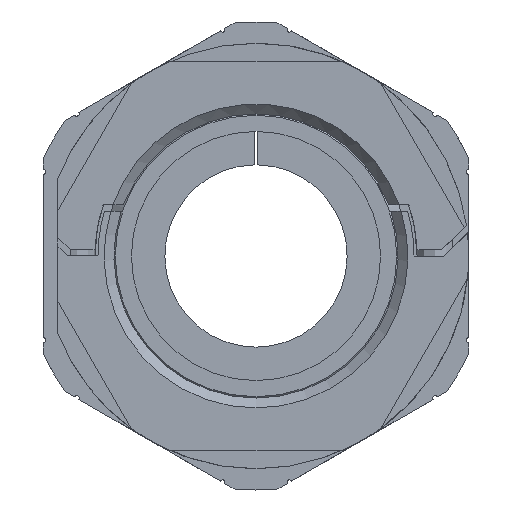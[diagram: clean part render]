
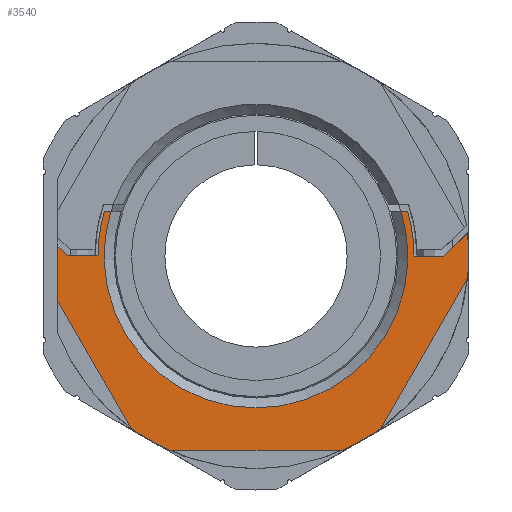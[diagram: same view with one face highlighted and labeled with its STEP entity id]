
A CAD part, front view. The second image highlights one B-rep face of the part: STEP entity #3540.
In plain terms, the highlighted face is planar.
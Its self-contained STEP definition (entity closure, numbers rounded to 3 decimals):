
#420 = CARTESIAN_POINT ( 'NONE',  ( 7.089, 9., -16. ) ) ;
#489 = VECTOR ( 'NONE', #19251, 1000. ) ;
#501 = AXIS2_PLACEMENT_3D ( 'NONE', #18489, #8436, #20173 ) ;
#572 = CARTESIAN_POINT ( 'NONE',  ( 13.856, 9., -8. ) ) ;
#581 = EDGE_CURVE ( 'NONE', #18149, #2921, #5357, .T. ) ;
#714 = CIRCLE ( 'NONE', #4052, 12.5 ) ;
#870 = VERTEX_POINT ( 'NONE', #16444 ) ;
#1104 = VECTOR ( 'NONE', #14584, 1000. ) ;
#1220 = CARTESIAN_POINT ( 'NONE',  ( 15.25, 9., 0. ) ) ;
#1466 = DIRECTION ( 'NONE',  ( -0.707, 0., 0.707 ) ) ;
#1704 = LINE ( 'NONE', #2574, #19043 ) ;
#1729 = DIRECTION ( 'NONE',  ( -1., 0., 0. ) ) ;
#2113 = CIRCLE ( 'NONE', #501, 17.5 ) ;
#2128 = CARTESIAN_POINT ( 'NONE',  ( 12.462, 9., 3.7 ) ) ;
#2348 = ORIENTED_EDGE ( 'NONE', *, *, #16135, .T. ) ;
#2574 = CARTESIAN_POINT ( 'NONE',  ( -13.856, 9., -8. ) ) ;
#2654 = CARTESIAN_POINT ( 'NONE',  ( 0., 9., 0. ) ) ;
#2729 = CARTESIAN_POINT ( 'NONE',  ( 0., 9., -16. ) ) ;
#2756 = CARTESIAN_POINT ( 'NONE',  ( -11.94, 9., 3.7 ) ) ;
#2871 = CARTESIAN_POINT ( 'NONE',  ( 0., 9., 0. ) ) ;
#2904 = CARTESIAN_POINT ( 'NONE',  ( -13., 9., 0. ) ) ;
#2919 = CIRCLE ( 'NONE', #17220, 17.5 ) ;
#2921 = VERTEX_POINT ( 'NONE', #420 ) ;
#2935 = DIRECTION ( 'NONE',  ( -1., 0., 0. ) ) ;
#3378 = ORIENTED_EDGE ( 'NONE', *, *, #19001, .T. ) ;
#3456 = ORIENTED_EDGE ( 'NONE', *, *, #10451, .T. ) ;
#3489 = CIRCLE ( 'NONE', #19066, 13. ) ;
#3540 = ADVANCED_FACE ( 'NONE', ( #7798 ), #7180, .T. ) ;
#3651 = CARTESIAN_POINT ( 'NONE',  ( 16.3, 9., 0.8 ) ) ;
#3851 = CIRCLE ( 'NONE', #9063, 13. ) ;
#4052 = AXIS2_PLACEMENT_3D ( 'NONE', #19158, #9082, #20854 ) ;
#4137 = ORIENTED_EDGE ( 'NONE', *, *, #11331, .F. ) ;
#4141 = VERTEX_POINT ( 'NONE', #9874 ) ;
#4183 = ORIENTED_EDGE ( 'NONE', *, *, #21168, .T. ) ;
#4342 = DIRECTION ( 'NONE',  ( 1., 0., 0. ) ) ;
#4517 = CARTESIAN_POINT ( 'NONE',  ( -13.856, 9., 8. ) ) ;
#4520 = LINE ( 'NONE', #572, #13497 ) ;
#4740 = CARTESIAN_POINT ( 'NONE',  ( 13., 9., 0. ) ) ;
#4846 = DIRECTION ( 'NONE',  ( 0., 1., 0. ) ) ;
#4972 = LINE ( 'NONE', #9183, #489 ) ;
#5353 = EDGE_CURVE ( 'NONE', #7243, #6032, #12583, .T. ) ;
#5357 = CIRCLE ( 'NONE', #8726, 17.5 ) ;
#5457 = ORIENTED_EDGE ( 'NONE', *, *, #18510, .F. ) ;
#5519 = DIRECTION ( 'NONE',  ( 0., 1., 0. ) ) ;
#5556 = DIRECTION ( 'NONE',  ( 0., 1., 0. ) ) ;
#5676 = LINE ( 'NONE', #19078, #9611 ) ;
#6032 = VERTEX_POINT ( 'NONE', #4740 ) ;
#6358 = CARTESIAN_POINT ( 'NONE',  ( 10.312, 9., -14.139 ) ) ;
#6582 = VERTEX_POINT ( 'NONE', #9865 ) ;
#7180 = PLANE ( 'NONE',  #11566 ) ;
#7243 = VERTEX_POINT ( 'NONE', #16215 ) ;
#7507 = ORIENTED_EDGE ( 'NONE', *, *, #10668, .T. ) ;
#7759 = VERTEX_POINT ( 'NONE', #11110 ) ;
#7798 = FACE_OUTER_BOUND ( 'NONE', #13563, .T. ) ;
#8027 = EDGE_CURVE ( 'NONE', #8795, #20224, #12500, .T. ) ;
#8076 = CARTESIAN_POINT ( 'NONE',  ( 0., 9., 0. ) ) ;
#8153 = VECTOR ( 'NONE', #2935, 1000. ) ;
#8436 = DIRECTION ( 'NONE',  ( 0., 1., 0. ) ) ;
#8669 = VERTEX_POINT ( 'NONE', #17048 ) ;
#8726 = AXIS2_PLACEMENT_3D ( 'NONE', #2871, #5519, #12186 ) ;
#8795 = VERTEX_POINT ( 'NONE', #10801 ) ;
#9063 = AXIS2_PLACEMENT_3D ( 'NONE', #2654, #14424, #4342 ) ;
#9082 = DIRECTION ( 'NONE',  ( 0., -1., 0. ) ) ;
#9183 = CARTESIAN_POINT ( 'NONE',  ( 18.289, 9., 2.789 ) ) ;
#9212 = LINE ( 'NONE', #2904, #17609 ) ;
#9354 = ORIENTED_EDGE ( 'NONE', *, *, #20206, .F. ) ;
#9394 = CARTESIAN_POINT ( 'NONE',  ( -17.386, 9., 1.886 ) ) ;
#9452 = EDGE_CURVE ( 'NONE', #17441, #11866, #19509, .T. ) ;
#9611 = VECTOR ( 'NONE', #17372, 1000. ) ;
#9757 = DIRECTION ( 'NONE',  ( 1., 0., 0. ) ) ;
#9865 = CARTESIAN_POINT ( 'NONE',  ( -15.5, 9., 0. ) ) ;
#9874 = CARTESIAN_POINT ( 'NONE',  ( -17.401, 9., -1.861 ) ) ;
#9910 = CARTESIAN_POINT ( 'NONE',  ( 11.94, 9., 3.7 ) ) ;
#10173 = CARTESIAN_POINT ( 'NONE',  ( 12.462, 9., 3.7 ) ) ;
#10451 = EDGE_CURVE ( 'NONE', #7759, #18158, #2919, .T. ) ;
#10668 = EDGE_CURVE ( 'NONE', #8795, #6032, #3489, .T. ) ;
#10801 = CARTESIAN_POINT ( 'NONE',  ( 12.462, 9., 3.7 ) ) ;
#11101 = DIRECTION ( 'NONE',  ( -1., 0., 0. ) ) ;
#11110 = CARTESIAN_POINT ( 'NONE',  ( -7.089, 9., -16. ) ) ;
#11277 = EDGE_CURVE ( 'NONE', #2921, #7759, #19219, .T. ) ;
#11331 = EDGE_CURVE ( 'NONE', #19661, #6582, #9212, .T. ) ;
#11381 = LINE ( 'NONE', #2128, #19821 ) ;
#11452 = ORIENTED_EDGE ( 'NONE', *, *, #9452, .T. ) ;
#11478 = EDGE_CURVE ( 'NONE', #4141, #17441, #2113, .T. ) ;
#11566 = AXIS2_PLACEMENT_3D ( 'NONE', #15609, #5556, #17287 ) ;
#11866 = VERTEX_POINT ( 'NONE', #9394 ) ;
#11956 = ORIENTED_EDGE ( 'NONE', *, *, #581, .T. ) ;
#12186 = DIRECTION ( 'NONE',  ( 1., 0., 0. ) ) ;
#12500 = LINE ( 'NONE', #10173, #21452 ) ;
#12583 = LINE ( 'NONE', #1220, #8153 ) ;
#12785 = EDGE_CURVE ( 'NONE', #870, #18149, #4520, .T. ) ;
#13222 = CARTESIAN_POINT ( 'NONE',  ( -15.5, 9., 0. ) ) ;
#13327 = VERTEX_POINT ( 'NONE', #3651 ) ;
#13497 = VECTOR ( 'NONE', #18949, 1000. ) ;
#13563 = EDGE_LOOP ( 'NONE', ( #5457, #14112, #14596, #11956, #15035, #3456, #4183, #15858, #11452, #9354, #4137, #2348, #19133, #3378, #20436, #7507, #18277 ) ) ;
#14001 = VERTEX_POINT ( 'NONE', #2756 ) ;
#14112 = ORIENTED_EDGE ( 'NONE', *, *, #20495, .F. ) ;
#14209 = VECTOR ( 'NONE', #11101, 1000. ) ;
#14424 = DIRECTION ( 'NONE',  ( 0., 1., 0. ) ) ;
#14584 = DIRECTION ( 'NONE',  ( 0.5, 0., 0.866 ) ) ;
#14596 = ORIENTED_EDGE ( 'NONE', *, *, #12785, .T. ) ;
#14910 = VECTOR ( 'NONE', #1466, 1000. ) ;
#14928 = CARTESIAN_POINT ( 'NONE',  ( 0., 9., 0. ) ) ;
#15035 = ORIENTED_EDGE ( 'NONE', *, *, #11277, .T. ) ;
#15609 = CARTESIAN_POINT ( 'NONE',  ( 0., 9., 0. ) ) ;
#15858 = ORIENTED_EDGE ( 'NONE', *, *, #11478, .T. ) ;
#15952 = CARTESIAN_POINT ( 'NONE',  ( -13., 9., 0. ) ) ;
#16135 = EDGE_CURVE ( 'NONE', #19661, #8669, #3851, .T. ) ;
#16215 = CARTESIAN_POINT ( 'NONE',  ( 15.5, 9., 0. ) ) ;
#16343 = DIRECTION ( 'NONE',  ( -1., 0., 0. ) ) ;
#16444 = CARTESIAN_POINT ( 'NONE',  ( 16.3, 9., -3.768 ) ) ;
#16618 = DIRECTION ( 'NONE',  ( 1., 0., 0. ) ) ;
#17048 = CARTESIAN_POINT ( 'NONE',  ( -12.462, 9., 3.7 ) ) ;
#17220 = AXIS2_PLACEMENT_3D ( 'NONE', #14928, #4846, #16618 ) ;
#17287 = DIRECTION ( 'NONE',  ( 0., 0., 1. ) ) ;
#17372 = DIRECTION ( 'NONE',  ( 0., 0., 1. ) ) ;
#17441 = VERTEX_POINT ( 'NONE', #19350 ) ;
#17609 = VECTOR ( 'NONE', #16343, 1000. ) ;
#18149 = VERTEX_POINT ( 'NONE', #6358 ) ;
#18158 = VERTEX_POINT ( 'NONE', #18172 ) ;
#18172 = CARTESIAN_POINT ( 'NONE',  ( -10.312, 9., -14.139 ) ) ;
#18277 = ORIENTED_EDGE ( 'NONE', *, *, #5353, .F. ) ;
#18489 = CARTESIAN_POINT ( 'NONE',  ( 0., 9., 0. ) ) ;
#18510 = EDGE_CURVE ( 'NONE', #13327, #7243, #4972, .T. ) ;
#18893 = DIRECTION ( 'NONE',  ( -1., 0., 0. ) ) ;
#18949 = DIRECTION ( 'NONE',  ( -0.5, 0., -0.866 ) ) ;
#19001 = EDGE_CURVE ( 'NONE', #14001, #20224, #714, .T. ) ;
#19043 = VECTOR ( 'NONE', #19332, 1000. ) ;
#19066 = AXIS2_PLACEMENT_3D ( 'NONE', #8076, #19826, #9757 ) ;
#19078 = CARTESIAN_POINT ( 'NONE',  ( 16.3, 9., -32. ) ) ;
#19133 = ORIENTED_EDGE ( 'NONE', *, *, #21601, .F. ) ;
#19158 = CARTESIAN_POINT ( 'NONE',  ( 0., 9., 0. ) ) ;
#19219 = LINE ( 'NONE', #2729, #14209 ) ;
#19251 = DIRECTION ( 'NONE',  ( -0.707, 0., -0.707 ) ) ;
#19332 = DIRECTION ( 'NONE',  ( -0.5, 0., 0.866 ) ) ;
#19350 = CARTESIAN_POINT ( 'NONE',  ( -17.401, 9., 1.861 ) ) ;
#19509 = LINE ( 'NONE', #4517, #1104 ) ;
#19661 = VERTEX_POINT ( 'NONE', #15952 ) ;
#19821 = VECTOR ( 'NONE', #18893, 1000. ) ;
#19826 = DIRECTION ( 'NONE',  ( 0., 1., 0. ) ) ;
#19902 = LINE ( 'NONE', #13222, #14910 ) ;
#20173 = DIRECTION ( 'NONE',  ( 1., 0., 0. ) ) ;
#20206 = EDGE_CURVE ( 'NONE', #6582, #11866, #19902, .T. ) ;
#20224 = VERTEX_POINT ( 'NONE', #9910 ) ;
#20436 = ORIENTED_EDGE ( 'NONE', *, *, #8027, .F. ) ;
#20495 = EDGE_CURVE ( 'NONE', #870, #13327, #5676, .T. ) ;
#20854 = DIRECTION ( 'NONE',  ( 0., 0., -1. ) ) ;
#21168 = EDGE_CURVE ( 'NONE', #18158, #4141, #1704, .T. ) ;
#21452 = VECTOR ( 'NONE', #1729, 1000. ) ;
#21601 = EDGE_CURVE ( 'NONE', #14001, #8669, #11381, .T. ) ;
